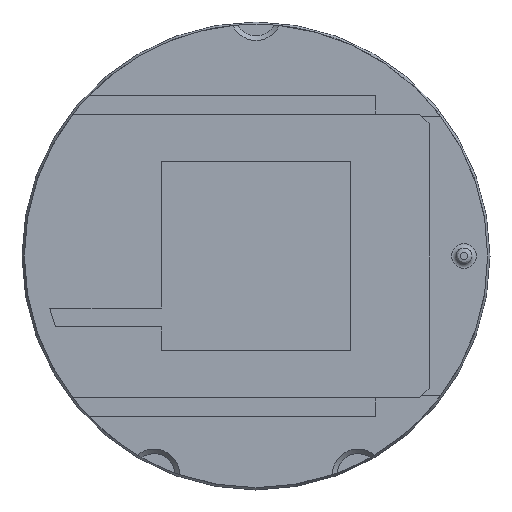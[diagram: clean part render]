
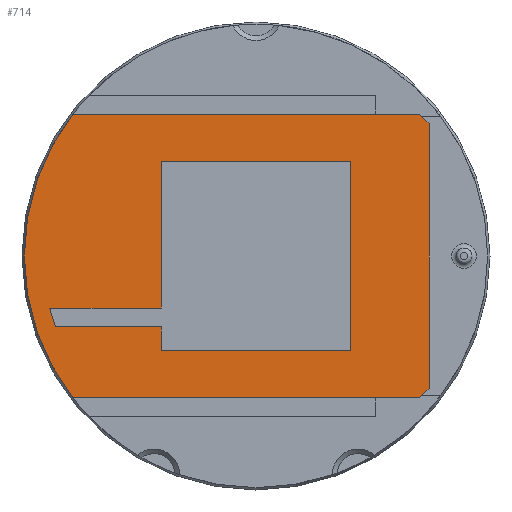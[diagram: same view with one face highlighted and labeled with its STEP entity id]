
A CAD part, front view. The second image highlights one B-rep face of the part: STEP entity #714.
In plain terms, the highlighted planar face has unit normal (0, -1, 0).
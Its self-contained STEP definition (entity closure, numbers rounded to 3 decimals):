
#31=LINE('',#1121,#99);
#37=LINE('',#1131,#105);
#38=LINE('',#1134,#106);
#42=LINE('',#1142,#110);
#43=LINE('',#1145,#111);
#44=LINE('',#1148,#112);
#45=LINE('',#1150,#113);
#46=LINE('',#1152,#114);
#47=LINE('',#1154,#115);
#48=LINE('',#1156,#116);
#49=LINE('',#1158,#117);
#50=LINE('',#1161,#118);
#99=VECTOR('',#840,0.707);
#105=VECTOR('',#848,14.);
#106=VECTOR('',#851,0.707);
#110=VECTOR('',#857,18.342);
#111=VECTOR('',#860,18.342);
#112=VECTOR('',#861,7.75);
#113=VECTOR('',#862,10.);
#114=VECTOR('',#863,10.);
#115=VECTOR('',#864,10.);
#116=VECTOR('',#865,1.25);
#117=VECTOR('',#866,5.607);
#118=VECTOR('',#869,5.909);
#164=FACE_BOUND('',#249,.T.);
#173=PLANE('',#759);
#205=FACE_OUTER_BOUND('',#248,.T.);
#248=EDGE_LOOP('',(#526,#527,#528,#529,#530,#531));
#249=EDGE_LOOP('',(#532,#533,#534,#535,#536,#537,#538,#539));
#296=CIRCLE('',#760,12.25);
#297=CIRCLE('',#761,11.25);
#329=VERTEX_POINT('',#1119);
#330=VERTEX_POINT('',#1120);
#333=VERTEX_POINT('',#1129);
#334=VERTEX_POINT('',#1133);
#337=VERTEX_POINT('',#1141);
#338=VERTEX_POINT('',#1143);
#339=VERTEX_POINT('',#1146);
#340=VERTEX_POINT('',#1147);
#341=VERTEX_POINT('',#1149);
#342=VERTEX_POINT('',#1151);
#343=VERTEX_POINT('',#1153);
#344=VERTEX_POINT('',#1155);
#345=VERTEX_POINT('',#1157);
#346=VERTEX_POINT('',#1159);
#401=EDGE_CURVE('',#329,#330,#31,.T.);
#407=EDGE_CURVE('',#333,#330,#37,.T.);
#408=EDGE_CURVE('',#333,#334,#38,.T.);
#412=EDGE_CURVE('',#337,#334,#42,.T.);
#413=EDGE_CURVE('',#338,#337,#296,.T.);
#414=EDGE_CURVE('',#329,#338,#43,.T.);
#415=EDGE_CURVE('',#339,#340,#44,.T.);
#416=EDGE_CURVE('',#340,#341,#45,.T.);
#417=EDGE_CURVE('',#341,#342,#46,.T.);
#418=EDGE_CURVE('',#342,#343,#47,.T.);
#419=EDGE_CURVE('',#343,#344,#48,.T.);
#420=EDGE_CURVE('',#344,#345,#49,.T.);
#421=EDGE_CURVE('',#345,#346,#297,.T.);
#422=EDGE_CURVE('',#346,#339,#50,.T.);
#526=ORIENTED_EDGE('',*,*,#401,.T.);
#527=ORIENTED_EDGE('',*,*,#407,.F.);
#528=ORIENTED_EDGE('',*,*,#408,.T.);
#529=ORIENTED_EDGE('',*,*,#412,.F.);
#530=ORIENTED_EDGE('',*,*,#413,.F.);
#531=ORIENTED_EDGE('',*,*,#414,.F.);
#532=ORIENTED_EDGE('',*,*,#415,.T.);
#533=ORIENTED_EDGE('',*,*,#416,.T.);
#534=ORIENTED_EDGE('',*,*,#417,.T.);
#535=ORIENTED_EDGE('',*,*,#418,.T.);
#536=ORIENTED_EDGE('',*,*,#419,.T.);
#537=ORIENTED_EDGE('',*,*,#420,.T.);
#538=ORIENTED_EDGE('',*,*,#421,.T.);
#539=ORIENTED_EDGE('',*,*,#422,.T.);
#714=ADVANCED_FACE('',(#205,#164),#173,.T.);
#759=AXIS2_PLACEMENT_3D('',#1140,#855,#856);
#760=AXIS2_PLACEMENT_3D('',#1144,#858,#859);
#761=AXIS2_PLACEMENT_3D('',#1160,#867,#868);
#840=DIRECTION('',(0.707,0.,0.707));
#848=DIRECTION('',(0.,0.,-1.));
#851=DIRECTION('',(-0.707,0.,0.707));
#855=DIRECTION('center_axis',(0.,-1.,0.));
#856=DIRECTION('ref_axis',(0.,0.,-1.));
#857=DIRECTION('',(1.,0.,0.));
#858=DIRECTION('center_axis',(0.,1.,0.));
#859=DIRECTION('ref_axis',(1.,0.,0.));
#860=DIRECTION('',(-1.,0.,0.));
#861=DIRECTION('',(0.,0.,1.));
#862=DIRECTION('',(1.,0.,0.));
#863=DIRECTION('',(0.,0.,-1.));
#864=DIRECTION('',(-1.,0.,0.));
#865=DIRECTION('',(0.,0.,1.));
#866=DIRECTION('',(-1.,0.,0.));
#867=DIRECTION('center_axis',(0.,1.,0.));
#868=DIRECTION('ref_axis',(-0.791,0.,0.612));
#869=DIRECTION('',(1.,0.,0.));
#1119=CARTESIAN_POINT('',(4.839,2.209,-7.5));
#1120=CARTESIAN_POINT('',(5.339,2.209,-7.));
#1121=CARTESIAN_POINT('',(4.273,2.209,-8.066));
#1129=CARTESIAN_POINT('',(5.339,2.209,7.));
#1131=CARTESIAN_POINT('',(5.339,2.209,3.75));
#1133=CARTESIAN_POINT('',(4.839,2.209,7.5));
#1134=CARTESIAN_POINT('',(4.273,2.209,8.066));
#1140=CARTESIAN_POINT('Origin',(-5.427,2.209,0.));
#1141=CARTESIAN_POINT('',(-13.503,2.209,7.5));
#1142=CARTESIAN_POINT('',(-10.81,2.209,7.5));
#1143=CARTESIAN_POINT('',(-13.503,2.209,-7.5));
#1144=CARTESIAN_POINT('Origin',(-3.818,2.209,0.));
#1145=CARTESIAN_POINT('',(-0.044,2.209,-7.5));
#1146=CARTESIAN_POINT('',(-8.818,2.209,-2.75));
#1147=CARTESIAN_POINT('',(-8.818,2.209,5.));
#1148=CARTESIAN_POINT('',(-8.818,2.209,-2.5));
#1149=CARTESIAN_POINT('',(1.182,2.209,5.));
#1150=CARTESIAN_POINT('',(-7.122,2.209,5.));
#1151=CARTESIAN_POINT('',(1.182,2.209,-5.));
#1152=CARTESIAN_POINT('',(1.182,2.209,2.5));
#1153=CARTESIAN_POINT('',(-8.818,2.209,-5.));
#1154=CARTESIAN_POINT('',(-2.122,2.209,-5.));
#1155=CARTESIAN_POINT('',(-8.818,2.209,-3.75));
#1156=CARTESIAN_POINT('',(-8.818,2.209,-2.5));
#1157=CARTESIAN_POINT('',(-14.424,2.209,-3.75));
#1158=CARTESIAN_POINT('',(-7.122,2.209,-3.75));
#1159=CARTESIAN_POINT('',(-14.726,2.209,-2.75));
#1160=CARTESIAN_POINT('Origin',(-3.818,2.209,0.));
#1161=CARTESIAN_POINT('',(-10.077,2.209,-2.75));
